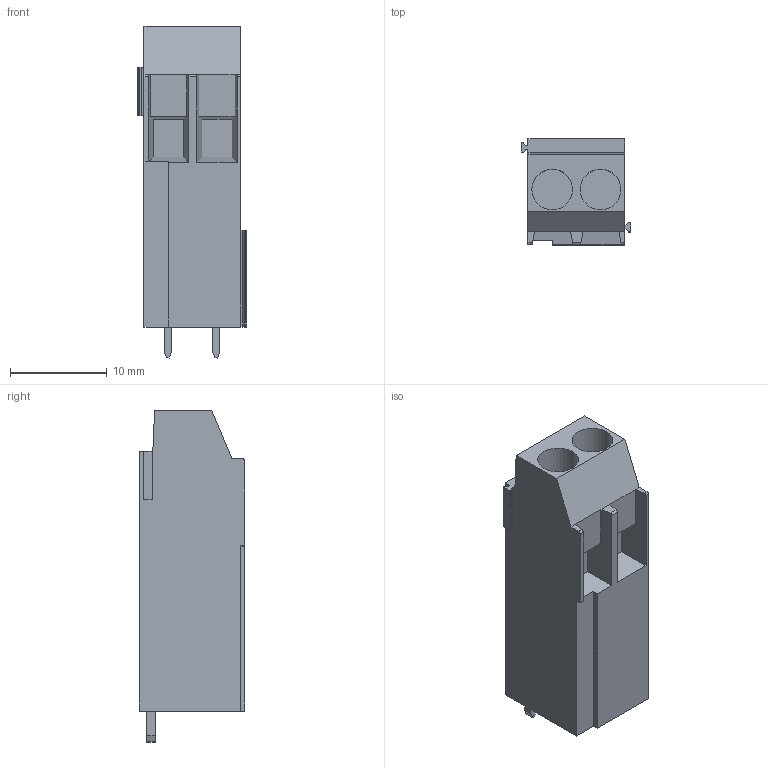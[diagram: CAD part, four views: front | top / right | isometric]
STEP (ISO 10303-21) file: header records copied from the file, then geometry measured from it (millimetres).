
FILE_DESCRIPTION(('CATIA V5 STEP Exchange','CAx-IF Rec.Pracs.--- Model Styling and Organization---1.2---2011-12-15'),'2;1');
FILE_NAME ('D1460859_0_1975250000_1975250000.stp','2018-09-07T05:33:13+00:00',('none'),('Weidmueller'),'CATIA Version 5-6 Release 2014','CATIA V5 STEP AP214','none');
FILE_SCHEMA(('AUTOMOTIVE_DESIGN { 1 0 10303 214 1 1 1 1 }'));
Length unit declared in the file: millimetre
Products named in the file (1): 1975250000
Bounding box: 11.28 x 10.94 x 34.3 mm (x, y, z)
Volume: 2977.9 mm3; surface area: 1681.2 mm2
Topology: 3 solids, 3 shells, 81 faces, 215 edges, 142 vertices
Faces by surface type: plane 62, cylinder 19
Entity records: 2409 total; most frequent: CARTESIAN_POINT 448, ORIENTED_EDGE 430, DIRECTION 335, EDGE_CURVE 215, VECTOR 169, LINE 169, VERTEX_POINT 142, AXIS2_PLACEMENT_3D 101
